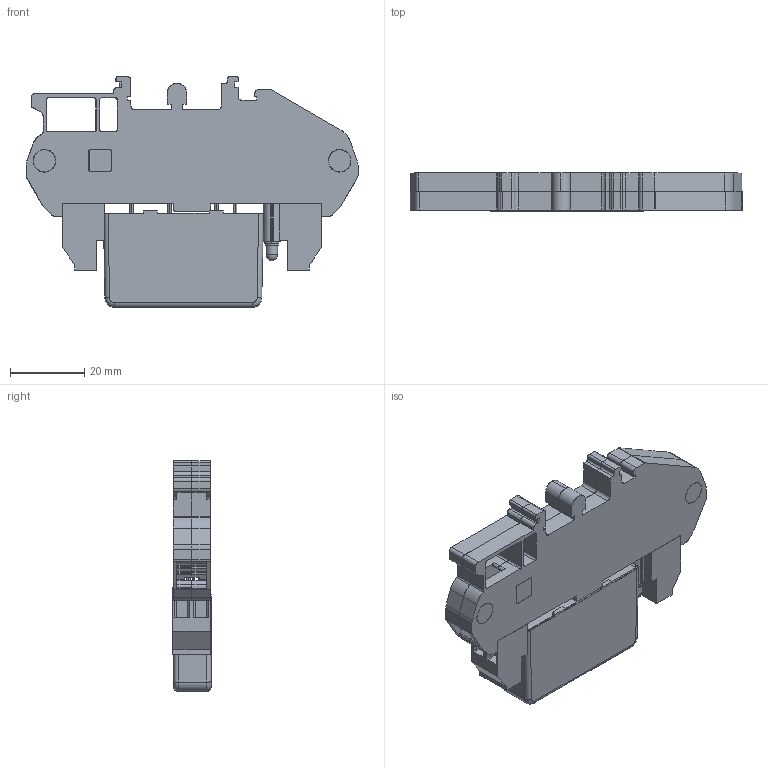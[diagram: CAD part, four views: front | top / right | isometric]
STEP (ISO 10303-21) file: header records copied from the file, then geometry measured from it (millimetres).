
FILE_DESCRIPTION (( 'STEP AP214' ), '1' );
FILE_NAME ('104702.STEP', '2011-07-09T15:56:42', ( 'LALo' ), ( 'Edi Foundation' ), 'SwSTEP 2.0', 'SolidWorks 2011', '' );
FILE_SCHEMA (( 'AUTOMOTIVE_DESIGN' ));
Length unit declared in the file: inch
Products named in the file (1): 104702
Bounding box: 89.64 x 10.38 x 62.24 mm (x, y, z)
Surface area: 22873.8 mm2 (no closed solid volume)
Topology: 0 solids, 1226 shells, 1314 faces, 6871 edges, 6782 vertices
Faces by surface type: plane 696, cylinder 526, bspline 68, cone 22, torus 2
Entity records: 107952 total; most frequent: CARTESIAN_POINT 51677, DIRECTION 8539, ORIENTED_EDGE 6959, EDGE_CURVE 6871, VERTEX_POINT 6782, LINE 4207, VECTOR 4207, AXIS2_PLACEMENT_3D 2166
